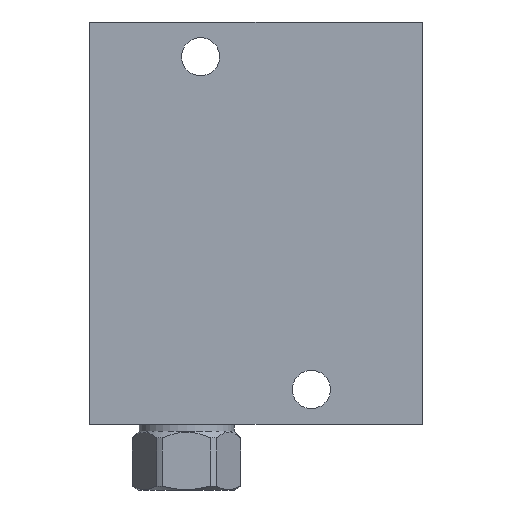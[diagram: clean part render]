
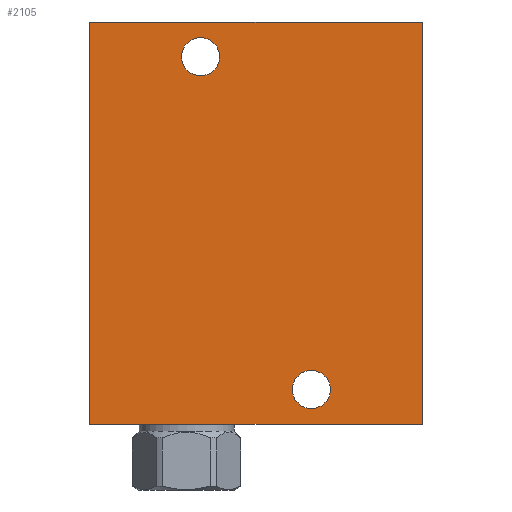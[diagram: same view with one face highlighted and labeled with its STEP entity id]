
A CAD part, front view. The second image highlights one B-rep face of the part: STEP entity #2105.
In plain terms, the highlighted planar face has unit normal (0, -1, 0).
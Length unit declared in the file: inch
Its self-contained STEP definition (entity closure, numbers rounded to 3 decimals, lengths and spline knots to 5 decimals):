
#5=DIRECTION('',(1.,0.,0.));
#6=VECTOR('',#5,3.);
#7=CARTESIAN_POINT('',(0.,-1.25,0.));
#8=LINE('',#7,#6);
#75=DIRECTION('',(0.,0.,1.));
#76=VECTOR('',#75,3.625);
#77=CARTESIAN_POINT('',(3.,-1.25,0.));
#78=LINE('',#77,#76);
#99=DIRECTION('',(0.,0.,1.));
#100=VECTOR('',#99,3.625);
#101=CARTESIAN_POINT('',(0.,-1.25,0.));
#102=LINE('',#101,#100);
#103=CARTESIAN_POINT('',(1.,-1.25,3.312));
#104=DIRECTION('',(0.,-1.,0.));
#105=DIRECTION('',(-1.,0.,0.));
#106=AXIS2_PLACEMENT_3D('',#103,#104,#105);
#108=CARTESIAN_POINT('',(1.,-1.25,3.312));
#109=DIRECTION('',(0.,-1.,0.));
#110=DIRECTION('',(1.,0.,0.));
#111=AXIS2_PLACEMENT_3D('',#108,#109,#110);
#113=CARTESIAN_POINT('',(2.,-1.25,0.312));
#114=DIRECTION('',(0.,-1.,0.));
#115=DIRECTION('',(-1.,0.,0.));
#116=AXIS2_PLACEMENT_3D('',#113,#114,#115);
#118=CARTESIAN_POINT('',(2.,-1.25,0.312));
#119=DIRECTION('',(0.,-1.,0.));
#120=DIRECTION('',(1.,0.,0.));
#121=AXIS2_PLACEMENT_3D('',#118,#119,#120);
#135=DIRECTION('',(1.,0.,0.));
#136=VECTOR('',#135,3.);
#137=CARTESIAN_POINT('',(0.,-1.25,3.625));
#138=LINE('',#137,#136);
#1732=CARTESIAN_POINT('',(0.,-1.25,0.));
#1734=VERTEX_POINT('',#1732);
#1735=CARTESIAN_POINT('',(3.,-1.25,0.));
#1736=VERTEX_POINT('',#1735);
#1740=CARTESIAN_POINT('',(0.,-1.25,3.625));
#1742=VERTEX_POINT('',#1740);
#1743=CARTESIAN_POINT('',(3.,-1.25,3.625));
#1744=VERTEX_POINT('',#1743);
#1876=CARTESIAN_POINT('',(0.828,-1.25,3.312));
#1877=CARTESIAN_POINT('',(1.172,-1.25,3.312));
#1878=VERTEX_POINT('',#1876);
#1879=VERTEX_POINT('',#1877);
#1884=CARTESIAN_POINT('',(1.828,-1.25,0.312));
#1885=CARTESIAN_POINT('',(2.172,-1.25,0.312));
#1886=VERTEX_POINT('',#1884);
#1887=VERTEX_POINT('',#1885);
#2081=CARTESIAN_POINT('',(0.,-1.25,0.));
#2082=DIRECTION('',(0.,-1.,0.));
#2083=DIRECTION('',(1.,0.,0.));
#2084=AXIS2_PLACEMENT_3D('',#2081,#2082,#2083);
#2085=PLANE('',#2084);
#2086=ORIENTED_EDGE('',*,*,#1987,.F.);
#2087=ORIENTED_EDGE('',*,*,#2012,.T.);
#2089=ORIENTED_EDGE('',*,*,#2088,.T.);
#2090=ORIENTED_EDGE('',*,*,#2061,.F.);
#2091=EDGE_LOOP('',(#2086,#2087,#2089,#2090));
#2092=FACE_OUTER_BOUND('',#2091,.F.);
#2094=ORIENTED_EDGE('',*,*,#2093,.T.);
#2096=ORIENTED_EDGE('',*,*,#2095,.T.);
#2097=EDGE_LOOP('',(#2094,#2096));
#2098=FACE_BOUND('',#2097,.F.);
#2100=ORIENTED_EDGE('',*,*,#2099,.T.);
#2102=ORIENTED_EDGE('',*,*,#2101,.T.);
#2103=EDGE_LOOP('',(#2100,#2102));
#2104=FACE_BOUND('',#2103,.F.);
#2105=ADVANCED_FACE('',(#2092,#2098,#2104),#2085,.T.);
#107=CIRCLE('',#106,0.172);
#112=CIRCLE('',#111,0.172);
#117=CIRCLE('',#116,0.172);
#122=CIRCLE('',#121,0.172);
#1987=EDGE_CURVE('',#1734,#1736,#8,.T.);
#2012=EDGE_CURVE('',#1734,#1742,#102,.T.);
#2061=EDGE_CURVE('',#1736,#1744,#78,.T.);
#2088=EDGE_CURVE('',#1742,#1744,#138,.T.);
#2093=EDGE_CURVE('',#1878,#1879,#107,.T.);
#2095=EDGE_CURVE('',#1879,#1878,#112,.T.);
#2099=EDGE_CURVE('',#1886,#1887,#117,.T.);
#2101=EDGE_CURVE('',#1887,#1886,#122,.T.);
